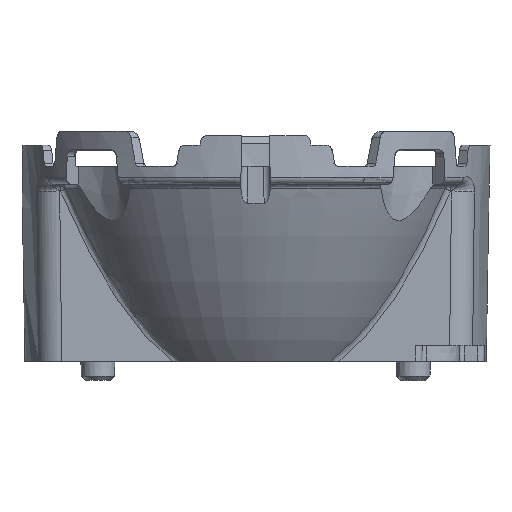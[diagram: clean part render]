
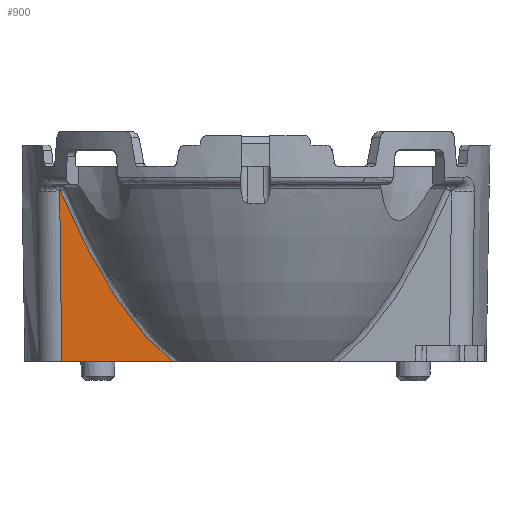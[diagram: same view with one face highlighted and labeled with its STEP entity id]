
A CAD part, top view. The second image highlights one B-rep face of the part: STEP entity #900.
In plain terms, the highlighted planar face has unit normal (0, -0.018, 1).
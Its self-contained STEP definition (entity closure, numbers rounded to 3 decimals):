
#900=ADVANCED_FACE('',(#2229),#2230,.F.);
#2229=FACE_OUTER_BOUND('',#6029,.T.);
#2230=PLANE('',#6030);
#6029=EDGE_LOOP('',(#12357,#12358,#12359,#12360));
#6030=AXIS2_PLACEMENT_3D('',#12361,#12362,#12363);
#12357=ORIENTED_EDGE('',*,*,#16480,.F.);
#12358=ORIENTED_EDGE('',*,*,#17295,.T.);
#12359=ORIENTED_EDGE('',*,*,#17296,.T.);
#12360=ORIENTED_EDGE('',*,*,#17297,.T.);
#12361=CARTESIAN_POINT('',(-2.629,2.0,7.));
#12362=DIRECTION('',(0.0,0.017,-1.));
#12363=DIRECTION('',(-1.0,0.0,0.0));
#16480=EDGE_CURVE('',#18791,#18793,#18794,.T.);
#17295=EDGE_CURVE('',#18791,#20138,#20139,.T.);
#17296=EDGE_CURVE('',#20138,#20132,#20140,.T.);
#17297=EDGE_CURVE('',#20132,#18793,#20141,.T.);
#18791=VERTEX_POINT('',#22480);
#18793=VERTEX_POINT('',#22486);
#18794=LINE('',#22487,#22488);
#20132=VERTEX_POINT('',#26773);
#20138=VERTEX_POINT('',#26800);
#20139=B_SPLINE_CURVE_WITH_KNOTS('',3,(#26801,#26802,#26803,#26804,#26805,#26806,#26807,#26808,#26809,#26810,#26811,#26812),.UNSPECIFIED.,.F.,.F.,(4,1,1,1,1,1,1,1,1,4),(0.0,0.111,0.222,0.333,0.444,0.556,0.667,0.778,0.889,1.0),.UNSPECIFIED.);
#20140=B_SPLINE_CURVE_WITH_KNOTS('',1,(#26813,#26814),.UNSPECIFIED.,.F.,.F.,(2,2),(0.0,1.0),.UNSPECIFIED.);
#20141=B_SPLINE_CURVE_WITH_KNOTS('',1,(#26815,#26816),.UNSPECIFIED.,.F.,.F.,(2,2),(0.0,1.0),.UNSPECIFIED.);
#22480=CARTESIAN_POINT('',(-6.13,-0.25,6.961));
#22486=CARTESIAN_POINT('',(-14.255,-0.25,6.961));
#22487=CARTESIAN_POINT('',(-6.13,-0.25,6.961));
#22488=VECTOR('',#30844,1.0);
#26773=CARTESIAN_POINT('',(-14.408,12.269,7.179));
#26800=CARTESIAN_POINT('',(-14.351,12.269,7.179));
#26801=CARTESIAN_POINT('',(-6.13,-0.25,6.961));
#26802=CARTESIAN_POINT('',(-6.38,-0.053,6.964));
#26803=CARTESIAN_POINT('',(-6.898,0.385,6.972));
#26804=CARTESIAN_POINT('',(-7.706,1.17,6.986));
#26805=CARTESIAN_POINT('',(-8.568,2.127,7.002));
#26806=CARTESIAN_POINT('',(-9.481,3.279,7.022));
#26807=CARTESIAN_POINT('',(-10.426,4.634,7.046));
#26808=CARTESIAN_POINT('',(-11.368,6.163,7.073));
#26809=CARTESIAN_POINT('',(-12.31,7.882,7.103));
#26810=CARTESIAN_POINT('',(-13.297,9.895,7.138));
#26811=CARTESIAN_POINT('',(-13.991,11.445,7.165));
#26812=CARTESIAN_POINT('',(-14.351,12.269,7.179));
#26813=CARTESIAN_POINT('',(-14.351,12.269,7.179));
#26814=CARTESIAN_POINT('',(-14.408,12.269,7.179));
#26815=CARTESIAN_POINT('',(-14.408,12.269,7.179));
#26816=CARTESIAN_POINT('',(-14.255,-0.25,6.961));
#30844=DIRECTION('',(-1.,0.,0.));
